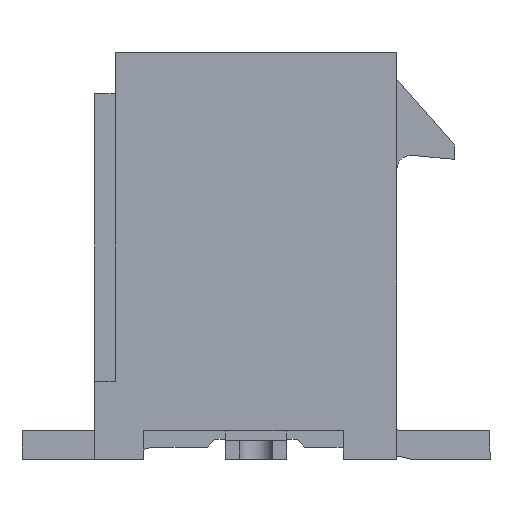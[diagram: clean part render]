
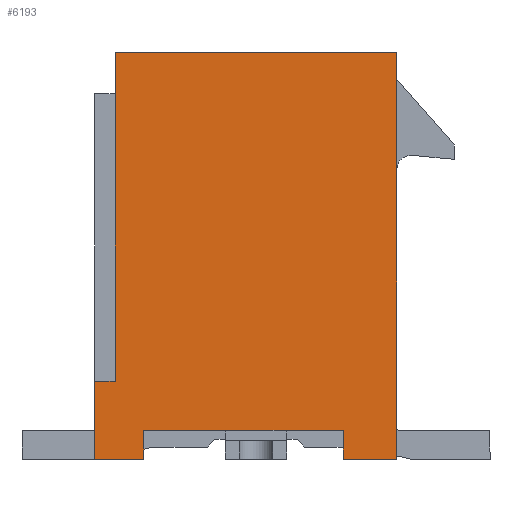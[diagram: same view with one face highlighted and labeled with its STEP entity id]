
A CAD part, left-side view. The second image highlights one B-rep face of the part: STEP entity #6193.
In plain terms, the highlighted face is planar.
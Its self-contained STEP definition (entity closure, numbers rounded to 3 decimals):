
#1442=ORIENTED_EDGE('',*,*,#2498,.F.);
#1443=ORIENTED_EDGE('',*,*,#2643,.F.);
#1444=ORIENTED_EDGE('',*,*,#2644,.F.);
#1445=ORIENTED_EDGE('',*,*,#2645,.F.);
#1446=ORIENTED_EDGE('',*,*,#2630,.F.);
#1447=ORIENTED_EDGE('',*,*,#2646,.T.);
#1448=ORIENTED_EDGE('',*,*,#2647,.T.);
#1449=ORIENTED_EDGE('',*,*,#2618,.T.);
#1450=ORIENTED_EDGE('',*,*,#2641,.T.);
#1451=ORIENTED_EDGE('',*,*,#2648,.F.);
#2498=EDGE_CURVE('',#3172,#3169,#3933,.T.);
#2618=EDGE_CURVE('',#3266,#3265,#4051,.T.);
#2630=EDGE_CURVE('',#3271,#3272,#4063,.T.);
#2641=EDGE_CURVE('',#3265,#3279,#4074,.T.);
#2643=EDGE_CURVE('',#3280,#3172,#4076,.T.);
#2644=EDGE_CURVE('',#3281,#3280,#4077,.T.);
#2645=EDGE_CURVE('',#3272,#3281,#4078,.T.);
#2646=EDGE_CURVE('',#3271,#3282,#4079,.T.);
#2647=EDGE_CURVE('',#3282,#3266,#4080,.T.);
#2648=EDGE_CURVE('',#3169,#3279,#4081,.T.);
#3169=VERTEX_POINT('',#9509);
#3172=VERTEX_POINT('',#9516);
#3265=VERTEX_POINT('',#9767);
#3266=VERTEX_POINT('',#9769);
#3271=VERTEX_POINT('',#9789);
#3272=VERTEX_POINT('',#9791);
#3279=VERTEX_POINT('',#9812);
#3280=VERTEX_POINT('',#9816);
#3281=VERTEX_POINT('',#9818);
#3282=VERTEX_POINT('',#9821);
#3933=LINE('',#9517,#4784);
#4051=LINE('',#9768,#4902);
#4063=LINE('',#9790,#4914);
#4074=LINE('',#9811,#4925);
#4076=LINE('',#9815,#4927);
#4077=LINE('',#9817,#4928);
#4078=LINE('',#9819,#4929);
#4079=LINE('',#9820,#4930);
#4080=LINE('',#9822,#4931);
#4081=LINE('',#9823,#4932);
#4784=VECTOR('',#7781,1000.);
#4902=VECTOR('',#7979,1000.);
#4914=VECTOR('',#7999,1000.);
#4925=VECTOR('',#8016,1000.);
#4927=VECTOR('',#8020,1000.);
#4928=VECTOR('',#8021,1000.);
#4929=VECTOR('',#8022,1000.);
#4930=VECTOR('',#8023,1000.);
#4931=VECTOR('',#8024,1000.);
#4932=VECTOR('',#8025,1000.);
#5265=EDGE_LOOP('',(#1442,#1443,#1444,#1445,#1446,#1447,#1448,#1449,#1450,
#1451));
#5584=FACE_BOUND('',#5265,.T.);
#5887=PLANE('',#6599);
#6193=ADVANCED_FACE('',(#5584),#5887,.T.);
#6599=AXIS2_PLACEMENT_3D('',#9814,#8018,#8019);
#7781=DIRECTION('',(0.,1.,0.));
#7979=DIRECTION('',(0.,0.,-1.));
#7999=DIRECTION('',(0.,1.,0.));
#8016=DIRECTION('',(0.,1.,0.));
#8018=DIRECTION('',(1.,0.,0.));
#8019=DIRECTION('',(0.,0.,-1.));
#8020=DIRECTION('',(0.,0.,-1.));
#8021=DIRECTION('',(0.,-1.,0.));
#8022=DIRECTION('',(0.,0.,-1.));
#8023=DIRECTION('',(0.,0.,-1.));
#8024=DIRECTION('',(0.,1.,0.));
#8025=DIRECTION('',(0.,0.,-1.));
#9509=CARTESIAN_POINT('',(4.85,4.95,-2.48));
#9516=CARTESIAN_POINT('',(4.85,4.25,-2.48));
#9517=CARTESIAN_POINT('',(4.85,-4.95,-2.48));
#9767=CARTESIAN_POINT('',(4.85,3.05,-3.68));
#9768=CARTESIAN_POINT('',(4.85,3.05,-3.18));
#9769=CARTESIAN_POINT('',(4.85,3.05,-3.18));
#9789=CARTESIAN_POINT('',(4.85,-4.95,3.68));
#9790=CARTESIAN_POINT('',(4.85,-4.95,3.68));
#9791=CARTESIAN_POINT('',(4.85,4.95,3.68));
#9811=CARTESIAN_POINT('',(4.85,-4.95,-3.68));
#9812=CARTESIAN_POINT('',(4.85,4.95,-3.68));
#9814=CARTESIAN_POINT('',(4.85,-4.95,3.68));
#9815=CARTESIAN_POINT('',(4.85,4.25,3.68));
#9816=CARTESIAN_POINT('',(4.85,4.25,2.37));
#9817=CARTESIAN_POINT('',(4.85,-4.95,2.37));
#9818=CARTESIAN_POINT('',(4.85,4.95,2.37));
#9819=CARTESIAN_POINT('',(4.85,4.95,3.68));
#9820=CARTESIAN_POINT('',(4.85,-4.95,3.68));
#9821=CARTESIAN_POINT('',(4.85,-4.95,-3.18));
#9822=CARTESIAN_POINT('',(4.85,3.05,-3.18));
#9823=CARTESIAN_POINT('',(4.85,4.95,3.68));
